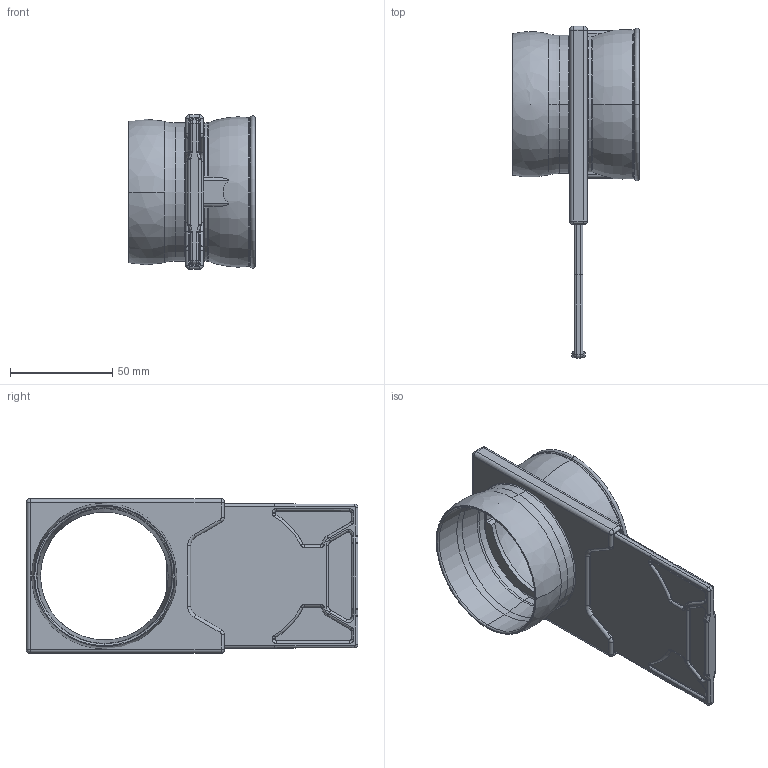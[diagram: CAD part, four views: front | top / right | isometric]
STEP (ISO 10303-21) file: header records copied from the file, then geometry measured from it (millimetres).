
FILE_DESCRIPTION (( 'STEP AP203' ), '1' );
FILE_NAME ('2-5 Inch Slide Valve.STEP', '2005-02-04T17:22:09', ( 'mark lockwood' ), ( 'lockwood products inc.' ), 'SwSTEP 2.0', 'SolidWorks 2004146', '' );
FILE_SCHEMA (( 'CONFIG_CONTROL_DESIGN' ));
Length unit declared in the file: inch
Products named in the file (1): 2-5 Inch Slide Valve
Bounding box: 62.01 x 162.52 x 75.71 mm (x, y, z)
Volume: 60540.8 mm3; surface area: 54855.7 mm2
Topology: 2 solids, 2 shells, 501 faces, 1250 edges, 738 vertices
Faces by surface type: cylinder 185, torus 148, plane 83, sphere 32, cone 27, bspline 26
Entity records: 17255 total; most frequent: CARTESIAN_POINT 5176, DIRECTION 2779, ORIENTED_EDGE 2436, EDGE_CURVE 1218, AXIS2_PLACEMENT_3D 1162, VERTEX_POINT 728, CIRCLE 686, EDGE_LOOP 512
